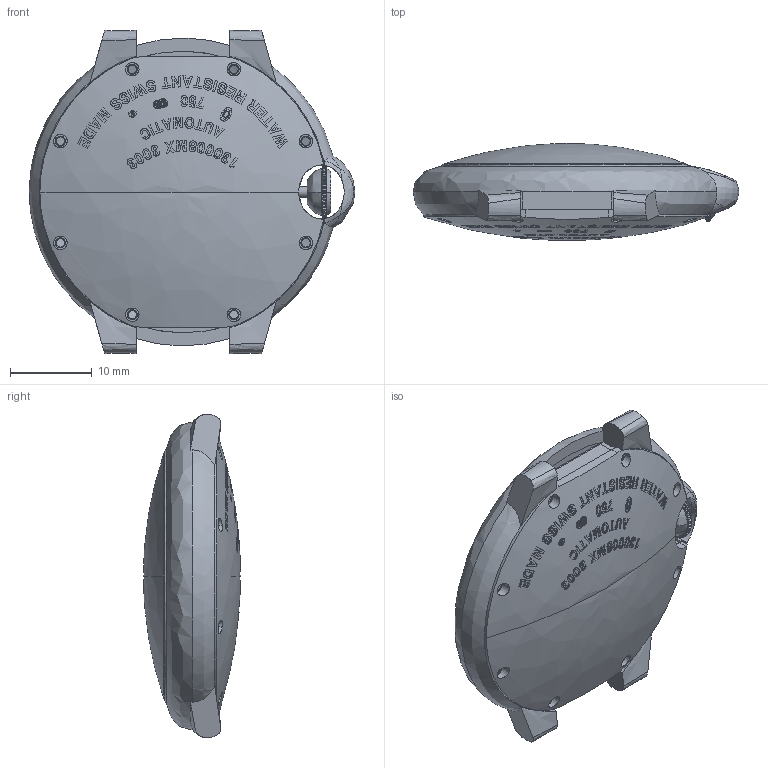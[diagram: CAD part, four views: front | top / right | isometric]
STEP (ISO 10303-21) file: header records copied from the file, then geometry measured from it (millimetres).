
FILE_DESCRIPTION(('FreeCAD Model'),'2;1');
FILE_NAME('Open CASCADE Shape Model','2025-04-27T18:25:48',('FreeCAD'),( 'FreeCAD'),'Open CASCADE STEP processor 7.6','FreeCAD','Unknown');
FILE_SCHEMA(('AUTOMOTIVE_DESIGN { 1 0 10303 214 1 1 1 1 }'));
Products named in the file (1): Open CASCADE STEP translator 7.6 1
Bounding box: 39.88 x 11.88 x 39.58 mm (x, y, z)
Volume: 4428.2 mm3; surface area: 10473.6 mm2
Topology: 23 solids, 23 shells, 2429 faces, 6708 edges, 4419 vertices
Faces by surface type: bspline 2429
Entity records: 84453 total; most frequent: CARTESIAN_POINT 45956, ORIENTED_EDGE 13392, EDGE_CURVE 6696, B_SPLINE_CURVE_WITH_KNOTS 4510, VERTEX_POINT 4419, FACE_BOUND 2737, EDGE_LOOP 2737, ADVANCED_FACE 2429
